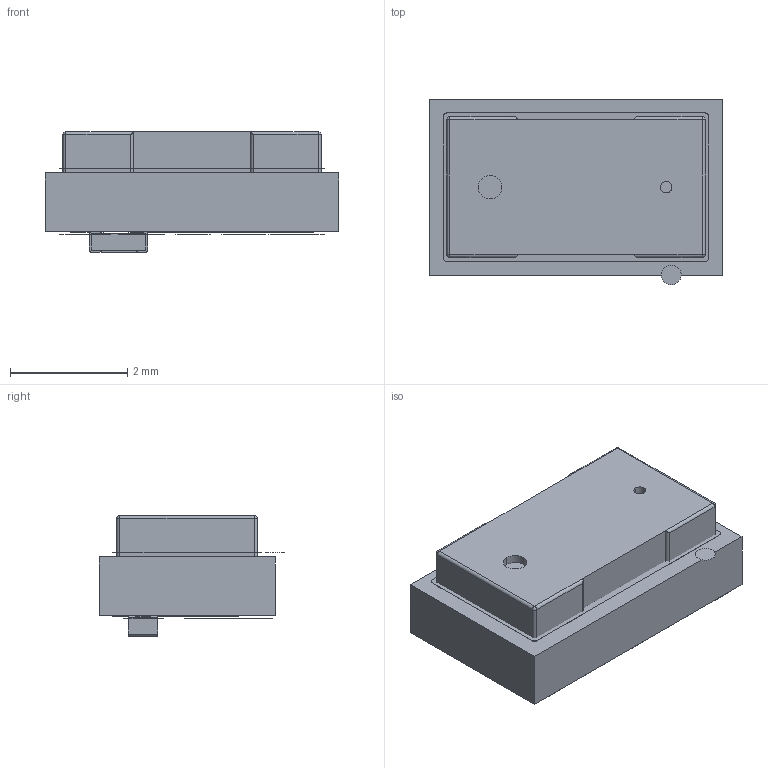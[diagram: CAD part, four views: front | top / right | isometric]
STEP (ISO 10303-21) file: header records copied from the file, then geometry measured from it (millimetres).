
FILE_DESCRIPTION(('FreeCAD Model'),'2;1');
FILE_NAME('vl53l0.STEP' ,'2020-11-25T10:17:50',(''),(''),'Open CASCADE STEP processor 7.3', 'FreeCAD','Unknown');
FILE_SCHEMA(('AUTOMOTIVE_DESIGN { 1 0 10303 214 1 1 1 1 }'));
Length unit declared in the file: millimetre
Products named in the file (13): vl53l0_board; Board_Geoms_6a71; Local_CS_6a71; Pcb_6a71; PCB_Sketch_6a71; topTracks_6a71; botTracks_6a71; topSilks_c69f; Step_Models_6a71; Top_6a71; U7_VL53L0X_5E6314A8; Bot_6a71; R13_R_0402_1005Metric_5E5FF7D4
Assembly tree (12 placements, depth 4):
  vl53l0_board
    Board_Geoms_6a71
      Local_CS_6a71
      Pcb_6a71
      PCB_Sketch_6a71
      topTracks_6a71
      botTracks_6a71
      topSilks_c69f
    Step_Models_6a71
      Top_6a71
        U7_VL53L0X_5E6314A8
      Bot_6a71
        R13_R_0402_1005Metric_5E5FF7D4
Bounding box: 5 x 3.17 x 2.05 mm (x, y, z)
Volume: 25.8 mm3; surface area: 127 mm2
Topology: 18 solids, 59 shells, 257 faces, 1123 edges, 957 vertices
Faces by surface type: plane 223, cylinder 30, sphere 4
Entity records: 13404 total; most frequent: CARTESIAN_POINT 2358, DIRECTION 1707, ORIENTED_EDGE 1593, EDGE_CURVE 1115, LINE 1063, VECTOR 1063, VERTEX_POINT 949, AXIS2_PLACEMENT_3D 322
